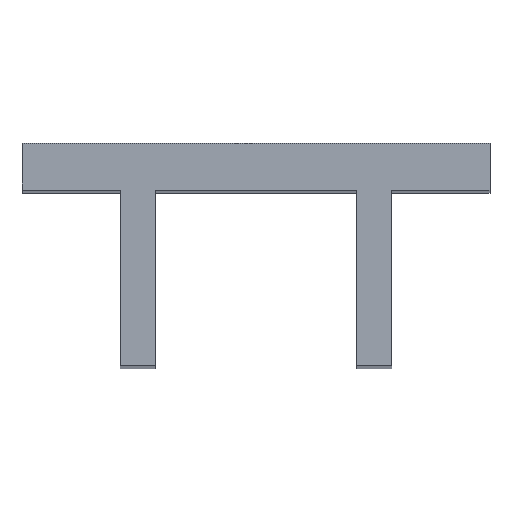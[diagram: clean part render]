
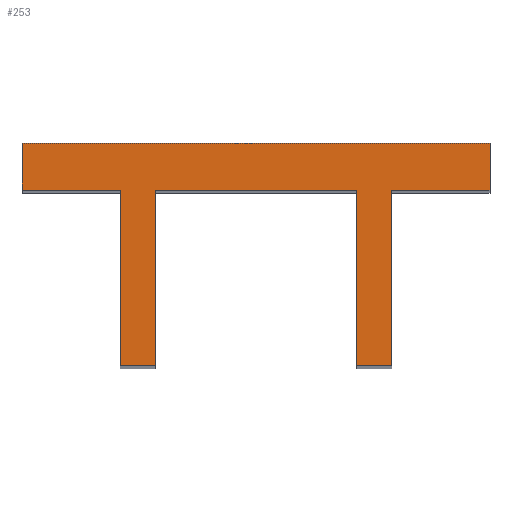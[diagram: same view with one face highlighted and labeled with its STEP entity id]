
A CAD part, top view. The second image highlights one B-rep face of the part: STEP entity #253.
In plain terms, the highlighted planar face has unit normal (0, 0, 1).
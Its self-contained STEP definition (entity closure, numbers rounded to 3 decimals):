
#11 = VERTEX_POINT ( 'NONE', #37 ) ;
#13 = VECTOR ( 'NONE', #184, 1000. ) ;
#22 = ORIENTED_EDGE ( 'NONE', *, *, #46, .T. ) ;
#26 = LINE ( 'NONE', #332, #13 ) ;
#27 = VECTOR ( 'NONE', #377, 1000. ) ;
#29 = EDGE_CURVE ( 'NONE', #97, #196, #191, .T. ) ;
#37 = CARTESIAN_POINT ( 'NONE',  ( 22.792, -30., 300. ) ) ;
#40 = DIRECTION ( 'NONE',  ( 0., -1., 0. ) ) ;
#44 = CARTESIAN_POINT ( 'NONE',  ( 80., 0., 300. ) ) ;
#46 = EDGE_CURVE ( 'NONE', #406, #444, #387, .T. ) ;
#79 = CARTESIAN_POINT ( 'NONE',  ( 0., 0., 300. ) ) ;
#81 = EDGE_CURVE ( 'NONE', #330, #97, #425, .T. ) ;
#82 = CARTESIAN_POINT ( 'NONE',  ( 80., 0., 300. ) ) ;
#95 = DIRECTION ( 'NONE',  ( -1., 0., 0. ) ) ;
#97 = VERTEX_POINT ( 'NONE', #428 ) ;
#99 = VERTEX_POINT ( 'NONE', #307 ) ;
#105 = CARTESIAN_POINT ( 'NONE',  ( 16.792, 0., 300. ) ) ;
#109 = CARTESIAN_POINT ( 'NONE',  ( 57.208, 0., 300. ) ) ;
#111 = CARTESIAN_POINT ( 'NONE',  ( 57.208, -30., 300. ) ) ;
#121 = LINE ( 'NONE', #432, #487 ) ;
#125 = ORIENTED_EDGE ( 'NONE', *, *, #490, .T. ) ;
#126 = CARTESIAN_POINT ( 'NONE',  ( 16.792, 0., 300. ) ) ;
#131 = ORIENTED_EDGE ( 'NONE', *, *, #374, .T. ) ;
#133 = VERTEX_POINT ( 'NONE', #337 ) ;
#140 = ORIENTED_EDGE ( 'NONE', *, *, #81, .T. ) ;
#144 = EDGE_CURVE ( 'NONE', #196, #369, #493, .T. ) ;
#147 = DIRECTION ( 'NONE',  ( 1., 0., 0. ) ) ;
#149 = VECTOR ( 'NONE', #95, 1000. ) ;
#158 = VECTOR ( 'NONE', #427, 1000. ) ;
#168 = DIRECTION ( 'NONE',  ( 0., 0., 1. ) ) ;
#180 = EDGE_LOOP ( 'NONE', ( #22, #481, #125, #501, #131, #140, #329, #248, #320, #213, #370, #255 ) ) ;
#183 = VERTEX_POINT ( 'NONE', #238 ) ;
#184 = DIRECTION ( 'NONE',  ( 0., 1., 0. ) ) ;
#191 = LINE ( 'NONE', #109, #27 ) ;
#192 = LINE ( 'NONE', #82, #158 ) ;
#194 = CARTESIAN_POINT ( 'NONE',  ( 22.792, 0., 300. ) ) ;
#196 = VERTEX_POINT ( 'NONE', #402 ) ;
#198 = VECTOR ( 'NONE', #498, 1000. ) ;
#203 = VECTOR ( 'NONE', #147, 1000. ) ;
#213 = ORIENTED_EDGE ( 'NONE', *, *, #359, .T. ) ;
#219 = EDGE_CURVE ( 'NONE', #183, #406, #365, .T. ) ;
#224 = DIRECTION ( 'NONE',  ( 1., 0., 0. ) ) ;
#231 = CARTESIAN_POINT ( 'NONE',  ( 63.208, -30., 300. ) ) ;
#238 = CARTESIAN_POINT ( 'NONE',  ( 80., 8., 300. ) ) ;
#243 = VECTOR ( 'NONE', #224, 1000. ) ;
#244 = CARTESIAN_POINT ( 'NONE',  ( 22.792, 0., 300. ) ) ;
#248 = ORIENTED_EDGE ( 'NONE', *, *, #144, .T. ) ;
#253 = ADVANCED_FACE ( 'NONE', ( #281 ), #324, .T. ) ;
#255 = ORIENTED_EDGE ( 'NONE', *, *, #219, .T. ) ;
#256 = LINE ( 'NONE', #261, #203 ) ;
#261 = CARTESIAN_POINT ( 'NONE',  ( 63.208, 0., 300. ) ) ;
#272 = DIRECTION ( 'NONE',  ( 0., 1., 0. ) ) ;
#274 = CARTESIAN_POINT ( 'NONE',  ( 22.792, -30., 300. ) ) ;
#281 = FACE_OUTER_BOUND ( 'NONE', #180, .T. ) ;
#296 = VECTOR ( 'NONE', #272, 1000. ) ;
#303 = VECTOR ( 'NONE', #40, 1000. ) ;
#307 = CARTESIAN_POINT ( 'NONE',  ( 16.792, -30., 300. ) ) ;
#309 = DIRECTION ( 'NONE',  ( 1., 0., 0. ) ) ;
#320 = ORIENTED_EDGE ( 'NONE', *, *, #333, .T. ) ;
#324 = PLANE ( 'NONE',  #479 ) ;
#327 = CARTESIAN_POINT ( 'NONE',  ( 80., 8., 300. ) ) ;
#329 = ORIENTED_EDGE ( 'NONE', *, *, #29, .T. ) ;
#330 = VERTEX_POINT ( 'NONE', #244 ) ;
#332 = CARTESIAN_POINT ( 'NONE',  ( 63.208, -30., 300. ) ) ;
#333 = EDGE_CURVE ( 'NONE', #369, #133, #26, .T. ) ;
#337 = CARTESIAN_POINT ( 'NONE',  ( 63.208, 0., 300. ) ) ;
#340 = CARTESIAN_POINT ( 'NONE',  ( 0., 8., 300. ) ) ;
#341 = CARTESIAN_POINT ( 'NONE',  ( 0., 8., 300. ) ) ;
#349 = VECTOR ( 'NONE', #309, 1000. ) ;
#352 = VERTEX_POINT ( 'NONE', #105 ) ;
#359 = EDGE_CURVE ( 'NONE', #133, #413, #256, .T. ) ;
#360 = DIRECTION ( 'NONE',  ( 0., -1., 0. ) ) ;
#365 = LINE ( 'NONE', #327, #149 ) ;
#367 = VECTOR ( 'NONE', #360, 1000. ) ;
#369 = VERTEX_POINT ( 'NONE', #231 ) ;
#370 = ORIENTED_EDGE ( 'NONE', *, *, #389, .T. ) ;
#374 = EDGE_CURVE ( 'NONE', #11, #330, #385, .T. ) ;
#377 = DIRECTION ( 'NONE',  ( 0., -1., 0. ) ) ;
#380 = CARTESIAN_POINT ( 'NONE',  ( 0., 0., 300. ) ) ;
#382 = EDGE_CURVE ( 'NONE', #99, #11, #121, .T. ) ;
#385 = LINE ( 'NONE', #274, #296 ) ;
#387 = LINE ( 'NONE', #341, #303 ) ;
#388 = DIRECTION ( 'NONE',  ( 1., 0., 0. ) ) ;
#389 = EDGE_CURVE ( 'NONE', #413, #183, #192, .T. ) ;
#402 = CARTESIAN_POINT ( 'NONE',  ( 57.208, -30., 300. ) ) ;
#406 = VERTEX_POINT ( 'NONE', #340 ) ;
#413 = VERTEX_POINT ( 'NONE', #44 ) ;
#425 = LINE ( 'NONE', #194, #198 ) ;
#427 = DIRECTION ( 'NONE',  ( 0., 1., 0. ) ) ;
#428 = CARTESIAN_POINT ( 'NONE',  ( 57.208, 0., 300. ) ) ;
#432 = CARTESIAN_POINT ( 'NONE',  ( 16.792, -30., 300. ) ) ;
#436 = CARTESIAN_POINT ( 'NONE',  ( 0., 0., 300. ) ) ;
#442 = EDGE_CURVE ( 'NONE', #444, #352, #496, .T. ) ;
#444 = VERTEX_POINT ( 'NONE', #380 ) ;
#476 = LINE ( 'NONE', #126, #367 ) ;
#477 = DIRECTION ( 'NONE',  ( 1., 0., 0. ) ) ;
#479 = AXIS2_PLACEMENT_3D ( 'NONE', #436, #168, #477 ) ;
#481 = ORIENTED_EDGE ( 'NONE', *, *, #442, .T. ) ;
#487 = VECTOR ( 'NONE', #388, 1000. ) ;
#490 = EDGE_CURVE ( 'NONE', #352, #99, #476, .T. ) ;
#493 = LINE ( 'NONE', #111, #243 ) ;
#496 = LINE ( 'NONE', #79, #349 ) ;
#498 = DIRECTION ( 'NONE',  ( 1., 0., 0. ) ) ;
#501 = ORIENTED_EDGE ( 'NONE', *, *, #382, .T. ) ;
